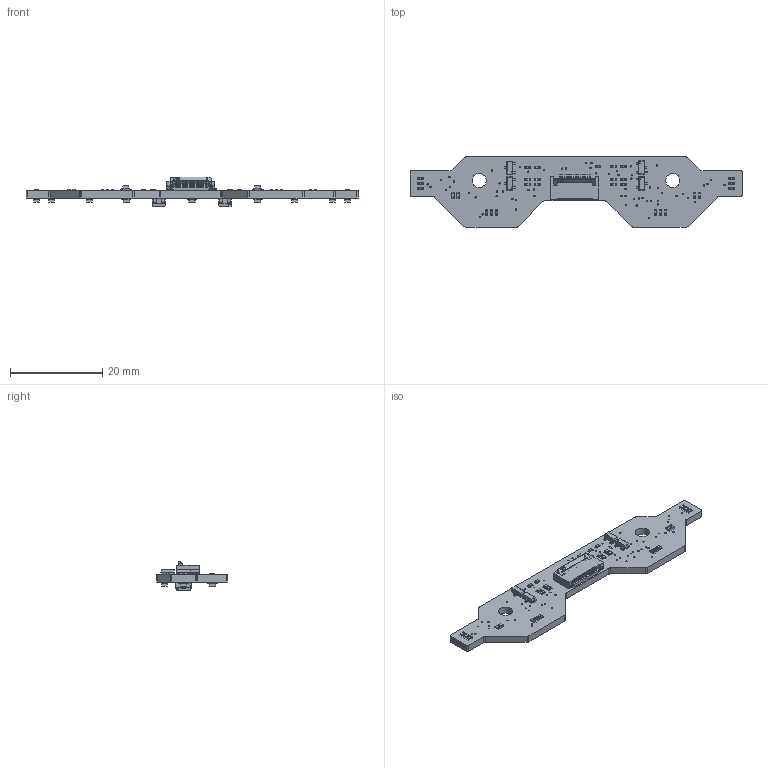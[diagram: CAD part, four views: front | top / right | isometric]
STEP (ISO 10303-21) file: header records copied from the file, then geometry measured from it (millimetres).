
FILE_DESCRIPTION(/* description */ (''),/* implementation_level */ '2;1');
FILE_NAME(/* name */ 'RoboCore light sensor bar V1.step',/* time_stamp */ '2023-05-21T11:35:13+02:00',/* author */ (''),/* organization */ (''),/* preprocessor_version */ 'ST-DEVELOPER v19.2',/* originating_system */ 'Autodesk Translation Framework v12.4.0.73',/* authorisation */ '');
FILE_SCHEMA (('AUTOMOTIVE_DESIGN { 1 0 10303 214 3 1 1 }'));
Products named in the file (21): RoboCore light sensor bar V1; RoboCore Light sensor bar; Board; Packages; 0805; FC05-S14FCT-00; CHIP-LED0805; RGBLED; SOT95P237X112-3N; Body; PinsArrayL; FilletPinR; C0402; base; Lötende; R0402; 0402; Body (1); Pins; Cover; Pad
Assembly tree (64 placements, depth 6):
  RoboCore light sensor bar V1
    RoboCore Light sensor bar
      Board
      Packages
        0805  x7
        FC05-S14FCT-00
        CHIP-LED0805  x7
        RGBLED  x2
        SOT95P237X112-3N  x4
          Body
          PinsArrayL
          FilletPinR
        C0402
          base
          Lötende  x2
        R0402  x28
          0402
            Body (1)
            Pins
            Cover
          Pad
Bounding box: 72 x 15.22 x 6.41 mm (x, y, z)
Volume: 1412.2 mm3; surface area: 3014.7 mm2
Topology: 222 solids, 222 shells, 3947 faces, 10306 edges, 6788 vertices
Faces by surface type: plane 3191, cylinder 744, sphere 8, torus 2, cone 2
Full cylindrical faces by diameter (mm): 0.163 x4, 0.3 x72, 0.5 x2, 2.4 x2, 3.1 x2
Entity records: 65198 total; most frequent: CARTESIAN_POINT 11134, ORIENTED_EDGE 10898, DIRECTION 10753, EDGE_CURVE 5449, LINE 4143, VECTOR 4143, VERTEX_POINT 3578, AXIS2_PLACEMENT_3D 3305
